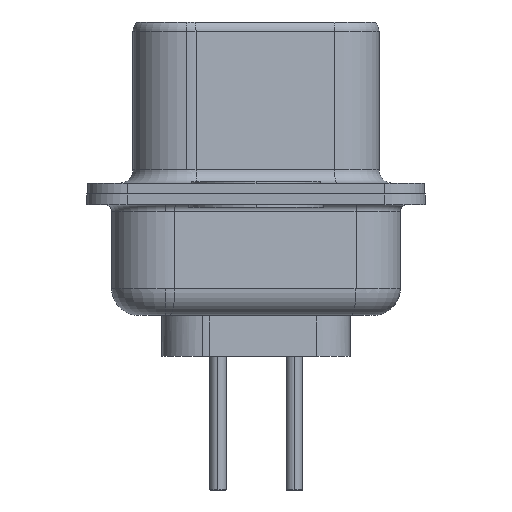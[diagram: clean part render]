
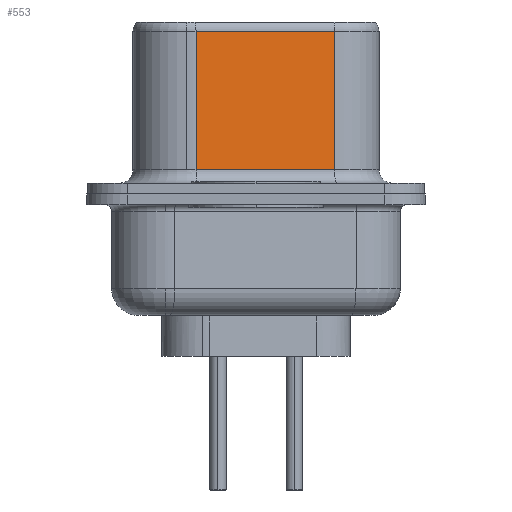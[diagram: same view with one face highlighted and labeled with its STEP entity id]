
A CAD part, left-side view. The second image highlights one B-rep face of the part: STEP entity #553.
In plain terms, the highlighted planar face has unit normal (-0.985, -0.174, 0).
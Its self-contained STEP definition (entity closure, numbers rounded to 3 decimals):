
#553 = ADVANCED_FACE ( 'NONE', ( #2680 ), #1329, .F. ) ;
#613 = VECTOR ( 'NONE', #13737, 1000. ) ;
#937 = CARTESIAN_POINT ( 'NONE',  ( 4.575, -2.927, 6.05 ) ) ;
#1208 = EDGE_LOOP ( 'NONE', ( #10598, #11897, #5262, #1844 ) ) ;
#1329 = PLANE ( 'NONE',  #8816 ) ;
#1844 = ORIENTED_EDGE ( 'NONE', *, *, #13626, .T. ) ;
#1852 = LINE ( 'NONE', #8405, #613 ) ;
#2680 = FACE_OUTER_BOUND ( 'NONE', #1208, .T. ) ;
#3547 = EDGE_CURVE ( 'NONE', #12335, #12298, #13866, .T. ) ;
#5262 = ORIENTED_EDGE ( 'NONE', *, *, #7525, .T. ) ;
#5624 = CARTESIAN_POINT ( 'NONE',  ( 3.665, 2.233, 6.55 ) ) ;
#6118 = VERTEX_POINT ( 'NONE', #8944 ) ;
#6123 = CARTESIAN_POINT ( 'NONE',  ( 4.575, -2.927, 6.55 ) ) ;
#6646 = VECTOR ( 'NONE', #9875, 1000. ) ;
#6969 = VECTOR ( 'NONE', #13277, 1000. ) ;
#7360 = EDGE_CURVE ( 'NONE', #12335, #14683, #7662, .T. ) ;
#7475 = CARTESIAN_POINT ( 'NONE',  ( 4.575, -2.927, 0.9 ) ) ;
#7525 = EDGE_CURVE ( 'NONE', #14683, #6118, #13101, .T. ) ;
#7662 = LINE ( 'NONE', #14030, #11529 ) ;
#8405 = CARTESIAN_POINT ( 'NONE',  ( 4.575, -2.927, 0.9 ) ) ;
#8816 = AXIS2_PLACEMENT_3D ( 'NONE', #14410, #15678, #11860 ) ;
#8944 = CARTESIAN_POINT ( 'NONE',  ( 3.665, 2.233, 0.9 ) ) ;
#9875 = DIRECTION ( 'NONE',  ( 0., 0., -1. ) ) ;
#10598 = ORIENTED_EDGE ( 'NONE', *, *, #3547, .F. ) ;
#11195 = CARTESIAN_POINT ( 'NONE',  ( 3.665, 2.233, 6.05 ) ) ;
#11529 = VECTOR ( 'NONE', #12928, 1000. ) ;
#11860 = DIRECTION ( 'NONE',  ( -0.174, 0.985, 0. ) ) ;
#11897 = ORIENTED_EDGE ( 'NONE', *, *, #7360, .T. ) ;
#12298 = VERTEX_POINT ( 'NONE', #7475 ) ;
#12335 = VERTEX_POINT ( 'NONE', #937 ) ;
#12928 = DIRECTION ( 'NONE',  ( -0.174, 0.985, 0. ) ) ;
#13101 = LINE ( 'NONE', #5624, #6969 ) ;
#13277 = DIRECTION ( 'NONE',  ( 0., 0., -1. ) ) ;
#13626 = EDGE_CURVE ( 'NONE', #6118, #12298, #1852, .T. ) ;
#13737 = DIRECTION ( 'NONE',  ( 0.174, -0.985, 0. ) ) ;
#13866 = LINE ( 'NONE', #6123, #6646 ) ;
#14030 = CARTESIAN_POINT ( 'NONE',  ( 4.575, -2.927, 6.05 ) ) ;
#14410 = CARTESIAN_POINT ( 'NONE',  ( 4.575, -2.927, 6.55 ) ) ;
#14683 = VERTEX_POINT ( 'NONE', #11195 ) ;
#15678 = DIRECTION ( 'NONE',  ( 0.985, 0.174, 0. ) ) ;
